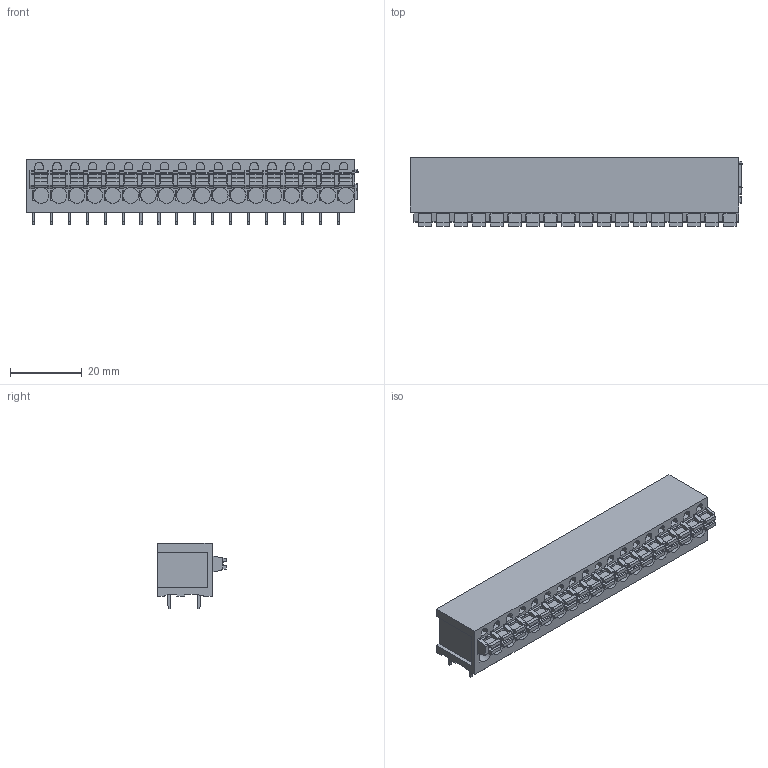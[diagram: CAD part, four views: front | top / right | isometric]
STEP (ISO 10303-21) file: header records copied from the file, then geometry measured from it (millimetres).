
FILE_DESCRIPTION(('CATIA V5 STEP Exchange','CAx-IF Rec.Pracs.--- Model Styling and Organization---1.4--- 2014-01-23'),'2;1');
FILE_NAME ('370589-3_3', '2022-08-11T06:39:12+00:00', ('none'), ('Weidmueller'), 'CATIA Version 5-6 Release 2016 SP3 HF44', 'CATIA V5 STEP AP214', 'none');
FILE_SCHEMA(('AUTOMOTIVE_DESIGN { 1 0 10303 214 1 1 1 1 }'));
Length unit declared in the file: millimetre
Products named in the file (1): 1424950000
Bounding box: 92.65 x 19.2 x 18.3 mm (x, y, z)
Volume: 19158.1 mm3; surface area: 11255.7 mm2
Topology: 55 solids, 55 shells, 1232 faces, 3249 edges, 2166 vertices
Faces by surface type: plane 943, cylinder 289
Entity records: 36605 total; most frequent: CARTESIAN_POINT 6522, ORIENTED_EDGE 6498, DIRECTION 4996, EDGE_CURVE 3249, VECTOR 2635, LINE 2635, VERTEX_POINT 2166, AXIS2_PLACEMENT_3D 1469
